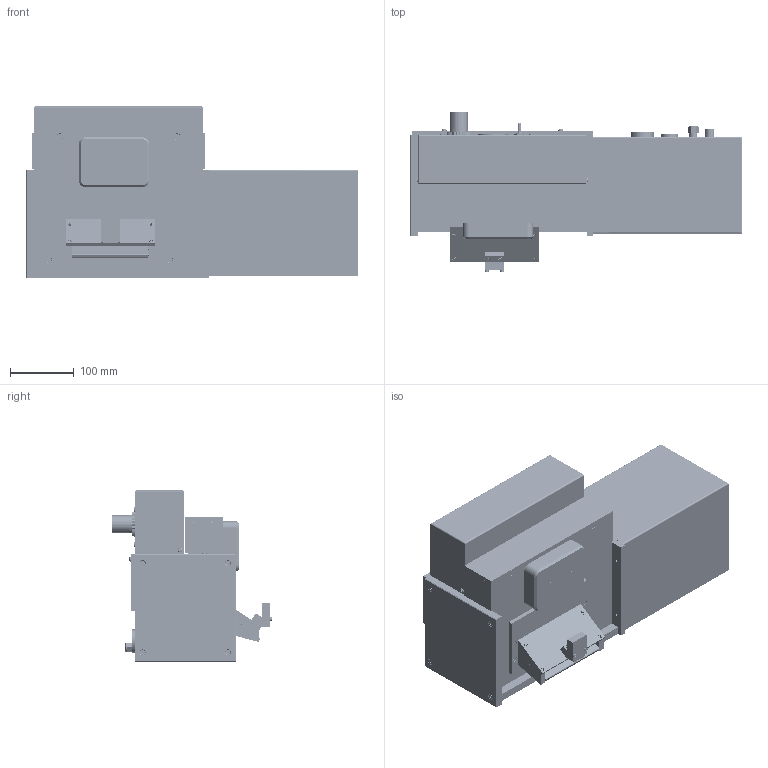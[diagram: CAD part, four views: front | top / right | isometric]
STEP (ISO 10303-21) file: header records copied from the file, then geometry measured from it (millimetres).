
FILE_DESCRIPTION(/* description */ (''),/* implementation_level */ '2;1');
FILE_NAME(/* name */ 'FG-110.stp',/* time_stamp */ '2018-01-18T07:19:07-05:00',/* author */ ('ppanana'),/* organization */ (''),/* preprocessor_version */ 'ST-DEVELOPER v16.1',/* originating_system */ 'Autodesk Inventor 2016',/* authorisation */ '');
FILE_SCHEMA (('CONFIG_CONTROL_DESIGN'));
Products named in the file (1): FG110AB SOLID MODEL
Bounding box: 521.24 x 250.16 x 268.94 mm (x, y, z)
Surface area: 2269315.8 mm2 (no closed solid volume)
Topology: 0 solids, 298 shells, 6226 faces, 14845 edges, 9674 vertices
Faces by surface type: plane 3843, cylinder 1473, bspline 576, cone 271, torus 54, sphere 9
Full cylindrical faces by diameter (mm): 0.5 x8, 0.6 x1, 1 x2, 1.5 x1, 1.6 x1, 1.8 x2, 2 x17, 2.1 x1, 2.459 x49, 3 x41, 3.242 x36, 3.3 x3, 3.4 x29, 3.5 x22, 3.962 x4, 4 x37, 4.134 x44, 4.3 x2, 4.343 x2, 4.5 x22, 4.8 x8, 4.826 x4, 4.917 x20, 5 x41, 5.4 x9, 5.5 x30, 5.6 x40, 5.7 x8, 5.811 x24, 6 x36
Entity records: 184229 total; most frequent: CARTESIAN_POINT 41048, ORIENTED_EDGE 26364, DIRECTION 26302, EDGE_CURVE 13182, VERTEX_POINT 9310, LINE 8906, VECTOR 8906, EDGE_LOOP 8820
